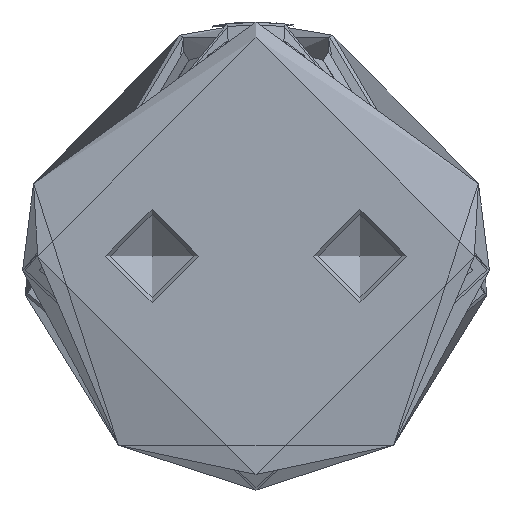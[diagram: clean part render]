
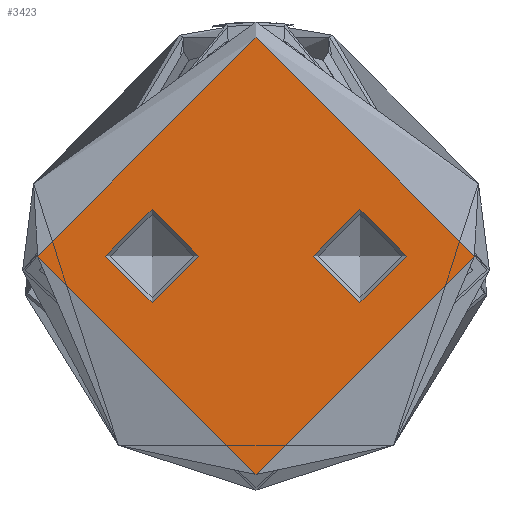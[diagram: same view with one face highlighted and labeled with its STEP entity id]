
A CAD part, front view. The second image highlights one B-rep face of the part: STEP entity #3423.
In plain terms, the highlighted face is planar.
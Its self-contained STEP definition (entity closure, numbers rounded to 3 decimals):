
#203 = CARTESIAN_POINT ( 'NONE',  ( 0., 0., 0. ) ) ;
#226 = AXIS2_PLACEMENT_3D ( 'NONE', #5038, #450, #2524 ) ;
#344 = DIRECTION ( 'NONE',  ( 1., 0., 0. ) ) ;
#417 = ORIENTED_EDGE ( 'NONE', *, *, #2879, .F. ) ;
#450 = DIRECTION ( 'NONE',  ( 0., 0., -1. ) ) ;
#469 = AXIS2_PLACEMENT_3D ( 'NONE', #5892, #2889, #6409 ) ;
#503 = EDGE_LOOP ( 'NONE', ( #1159 ) ) ;
#651 = EDGE_CURVE ( 'NONE', #2881, #2881, #4401, .T. ) ;
#657 = CIRCLE ( 'NONE', #469, 4.5 ) ;
#709 = DIRECTION ( 'NONE',  ( 1., 0., 0. ) ) ;
#962 = PLANE ( 'NONE',  #226 ) ;
#1043 = AXIS2_PLACEMENT_3D ( 'NONE', #203, #3800, #709 ) ;
#1159 = ORIENTED_EDGE ( 'NONE', *, *, #4435, .T. ) ;
#1543 = EDGE_LOOP ( 'NONE', ( #417 ) ) ;
#2132 = CIRCLE ( 'NONE', #2815, 4.5 ) ;
#2224 = VERTEX_POINT ( 'NONE', #5912 ) ;
#2524 = DIRECTION ( 'NONE',  ( -1., 0., 0. ) ) ;
#2542 = VERTEX_POINT ( 'NONE', #6404 ) ;
#2745 = CARTESIAN_POINT ( 'NONE',  ( 21., 0., 0. ) ) ;
#2792 = EDGE_LOOP ( 'NONE', ( #4648 ) ) ;
#2815 = AXIS2_PLACEMENT_3D ( 'NONE', #6440, #3440, #344 ) ;
#2879 = EDGE_CURVE ( 'NONE', #2542, #2542, #2132, .T. ) ;
#2881 = VERTEX_POINT ( 'NONE', #2745 ) ;
#2889 = DIRECTION ( 'NONE',  ( 0., 0., -1. ) ) ;
#3423 = ADVANCED_FACE ( 'NONE', ( #6323, #4742, #4809 ), #962, .F. ) ;
#3440 = DIRECTION ( 'NONE',  ( 0., 0., 1. ) ) ;
#3800 = DIRECTION ( 'NONE',  ( 0., 0., 1. ) ) ;
#4401 = CIRCLE ( 'NONE', #1043, 21. ) ;
#4435 = EDGE_CURVE ( 'NONE', #2224, #2224, #657, .T. ) ;
#4648 = ORIENTED_EDGE ( 'NONE', *, *, #651, .T. ) ;
#4742 = FACE_OUTER_BOUND ( 'NONE', #2792, .T. ) ;
#4809 = FACE_BOUND ( 'NONE', #503, .T. ) ;
#5038 = CARTESIAN_POINT ( 'NONE',  ( 0., 0., 0. ) ) ;
#5892 = CARTESIAN_POINT ( 'NONE',  ( 0., -10., 0. ) ) ;
#5912 = CARTESIAN_POINT ( 'NONE',  ( 4.5, -10., 0. ) ) ;
#6323 = FACE_BOUND ( 'NONE', #1543, .T. ) ;
#6404 = CARTESIAN_POINT ( 'NONE',  ( 4.5, 10., 0. ) ) ;
#6409 = DIRECTION ( 'NONE',  ( 1., 0., 0. ) ) ;
#6440 = CARTESIAN_POINT ( 'NONE',  ( 0., 10., 0. ) ) ;
